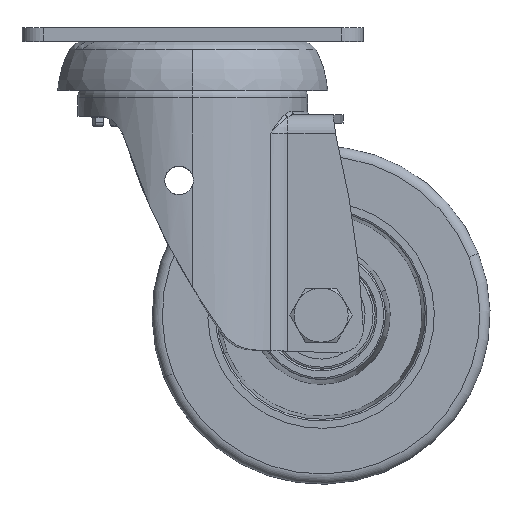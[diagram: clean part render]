
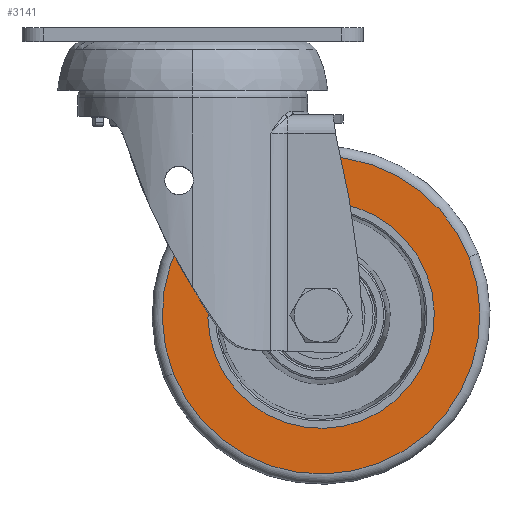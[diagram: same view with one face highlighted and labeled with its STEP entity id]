
A CAD part, top view. The second image highlights one B-rep face of the part: STEP entity #3141.
In plain terms, the highlighted planar face has unit normal (0, 0, 1).
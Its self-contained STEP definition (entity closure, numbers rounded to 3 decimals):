
#1101 = AXIS2_PLACEMENT_3D ( 'NONE', #10875, #1366, #2958 ) ;
#1136 = VERTEX_POINT ( 'NONE', #4213 ) ;
#1233 = FACE_BOUND ( 'NONE', #18684, .T. ) ;
#1340 = AXIS2_PLACEMENT_3D ( 'NONE', #6541, #3402, #1970 ) ;
#1366 = DIRECTION ( 'NONE',  ( 0., 0., -1. ) ) ;
#1970 = DIRECTION ( 'NONE',  ( -0.93, -0.367, 0. ) ) ;
#2423 = EDGE_CURVE ( 'NONE', #18663, #1136, #8283, .T. ) ;
#2543 = ORIENTED_EDGE ( 'NONE', *, *, #3055, .T. ) ;
#2596 = DIRECTION ( 'NONE',  ( -0.93, -0.367, 0. ) ) ;
#2835 = CARTESIAN_POINT ( 'NONE',  ( 69.165, -55.573, 15. ) ) ;
#2958 = DIRECTION ( 'NONE',  ( -0.93, -0.367, 0. ) ) ;
#3041 = EDGE_LOOP ( 'NONE', ( #4061, #2543 ) ) ;
#3055 = EDGE_CURVE ( 'NONE', #3159, #7145, #11677, .T. ) ;
#3141 = ADVANCED_FACE ( 'NONE', ( #3229, #1233 ), #3732, .F. ) ;
#3159 = VERTEX_POINT ( 'NONE', #11648 ) ;
#3229 = FACE_OUTER_BOUND ( 'NONE', #3041, .T. ) ;
#3402 = DIRECTION ( 'NONE',  ( 0., 0., 1. ) ) ;
#3732 = PLANE ( 'NONE',  #15812 ) ;
#4061 = ORIENTED_EDGE ( 'NONE', *, *, #14746, .T. ) ;
#4213 = CARTESIAN_POINT ( 'NONE',  ( 6.835, -80.147, 15. ) ) ;
#4277 = CARTESIAN_POINT ( 'NONE',  ( 38., -67.86, 15. ) ) ;
#6541 = CARTESIAN_POINT ( 'NONE',  ( 38., -67.86, 15. ) ) ;
#7145 = VERTEX_POINT ( 'NONE', #18374 ) ;
#7482 = DIRECTION ( 'NONE',  ( 0., 0., -1. ) ) ;
#8283 = CIRCLE ( 'NONE', #20285, 33.5 ) ;
#9034 = DIRECTION ( 'NONE',  ( 0., 0., 1. ) ) ;
#10875 = CARTESIAN_POINT ( 'NONE',  ( 38., -67.86, 15. ) ) ;
#11648 = CARTESIAN_POINT ( 'NONE',  ( 81.725, -50.622, 15. ) ) ;
#11677 = CIRCLE ( 'NONE', #1340, 47. ) ;
#12026 = CIRCLE ( 'NONE', #19314, 47. ) ;
#12053 = DIRECTION ( 'NONE',  ( 0., 0., -1. ) ) ;
#12502 = CIRCLE ( 'NONE', #1101, 33.5 ) ;
#13650 = DIRECTION ( 'NONE',  ( -0.93, -0.367, 0. ) ) ;
#14746 = EDGE_CURVE ( 'NONE', #7145, #3159, #12026, .T. ) ;
#15812 = AXIS2_PLACEMENT_3D ( 'NONE', #18452, #12053, #19481 ) ;
#16411 = ORIENTED_EDGE ( 'NONE', *, *, #20081, .T. ) ;
#16982 = CARTESIAN_POINT ( 'NONE',  ( 38., -67.86, 15. ) ) ;
#18374 = CARTESIAN_POINT ( 'NONE',  ( -5.725, -85.098, 15. ) ) ;
#18452 = CARTESIAN_POINT ( 'NONE',  ( 25.713, -36.695, 15. ) ) ;
#18663 = VERTEX_POINT ( 'NONE', #2835 ) ;
#18684 = EDGE_LOOP ( 'NONE', ( #16411, #20265 ) ) ;
#19314 = AXIS2_PLACEMENT_3D ( 'NONE', #4277, #9034, #2596 ) ;
#19481 = DIRECTION ( 'NONE',  ( -0.93, -0.367, 0. ) ) ;
#20081 = EDGE_CURVE ( 'NONE', #1136, #18663, #12502, .T. ) ;
#20265 = ORIENTED_EDGE ( 'NONE', *, *, #2423, .T. ) ;
#20285 = AXIS2_PLACEMENT_3D ( 'NONE', #16982, #7482, #13650 ) ;
